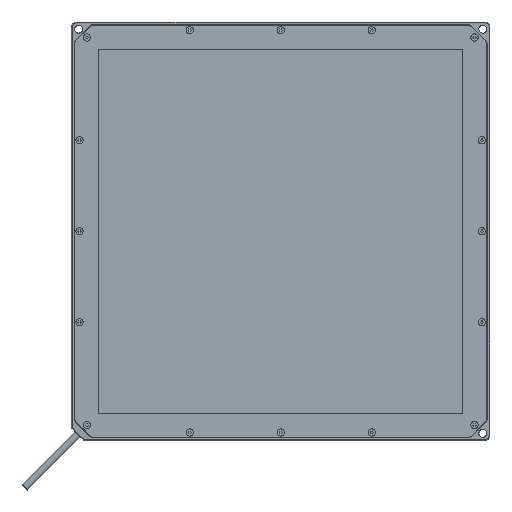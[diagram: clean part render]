
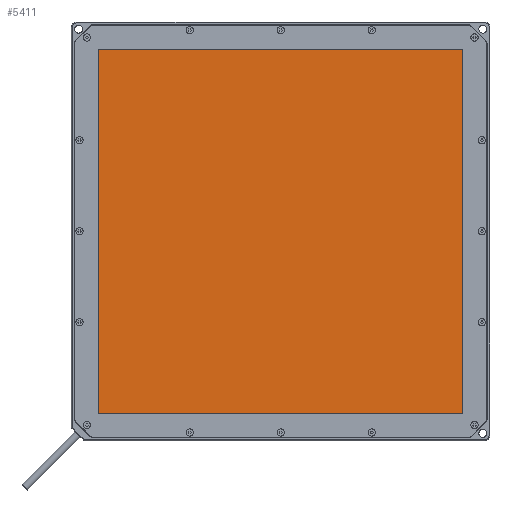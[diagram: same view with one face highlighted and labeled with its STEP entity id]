
A CAD part, top view. The second image highlights one B-rep face of the part: STEP entity #5411.
In plain terms, the highlighted planar face has unit normal (0, 0, 1).
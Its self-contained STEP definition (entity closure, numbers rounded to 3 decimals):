
#542=FACE_OUTER_BOUND('',#882,.T.);
#882=EDGE_LOOP('',(#3984,#3985,#3986,#3987));
#1372=LINE('',#8001,#2002);
#1373=LINE('',#8003,#2003);
#1374=LINE('',#8005,#2004);
#1375=LINE('',#8006,#2005);
#2002=VECTOR('',#6497,200.);
#2003=VECTOR('',#6498,200.);
#2004=VECTOR('',#6499,200.);
#2005=VECTOR('',#6500,200.);
#2572=VERTEX_POINT('',#7999);
#2573=VERTEX_POINT('',#8000);
#2574=VERTEX_POINT('',#8002);
#2575=VERTEX_POINT('',#8004);
#3107=EDGE_CURVE('',#2572,#2573,#1372,.T.);
#3108=EDGE_CURVE('',#2573,#2574,#1373,.T.);
#3109=EDGE_CURVE('',#2574,#2575,#1374,.T.);
#3110=EDGE_CURVE('',#2575,#2572,#1375,.T.);
#3984=ORIENTED_EDGE('',*,*,#3107,.T.);
#3985=ORIENTED_EDGE('',*,*,#3108,.T.);
#3986=ORIENTED_EDGE('',*,*,#3109,.T.);
#3987=ORIENTED_EDGE('',*,*,#3110,.T.);
#5128=PLANE('',#5756);
#5411=ADVANCED_FACE('',(#542),#5128,.T.);
#5756=AXIS2_PLACEMENT_3D('',#7998,#6495,#6496);
#6495=DIRECTION('center_axis',(0.,0.,1.));
#6496=DIRECTION('ref_axis',(1.,0.,0.));
#6497=DIRECTION('',(0.,1.,0.));
#6498=DIRECTION('',(-1.,0.,0.));
#6499=DIRECTION('',(0.,-1.,0.));
#6500=DIRECTION('',(1.,0.,0.));
#7998=CARTESIAN_POINT('Origin',(115.,115.,11.9));
#7999=CARTESIAN_POINT('',(215.,15.,11.9));
#8000=CARTESIAN_POINT('',(215.,215.,11.9));
#8001=CARTESIAN_POINT('',(215.,15.,11.9));
#8002=CARTESIAN_POINT('',(15.,215.,11.9));
#8003=CARTESIAN_POINT('',(215.,215.,11.9));
#8004=CARTESIAN_POINT('',(15.,15.,11.9));
#8005=CARTESIAN_POINT('',(15.,215.,11.9));
#8006=CARTESIAN_POINT('',(15.,15.,11.9));
